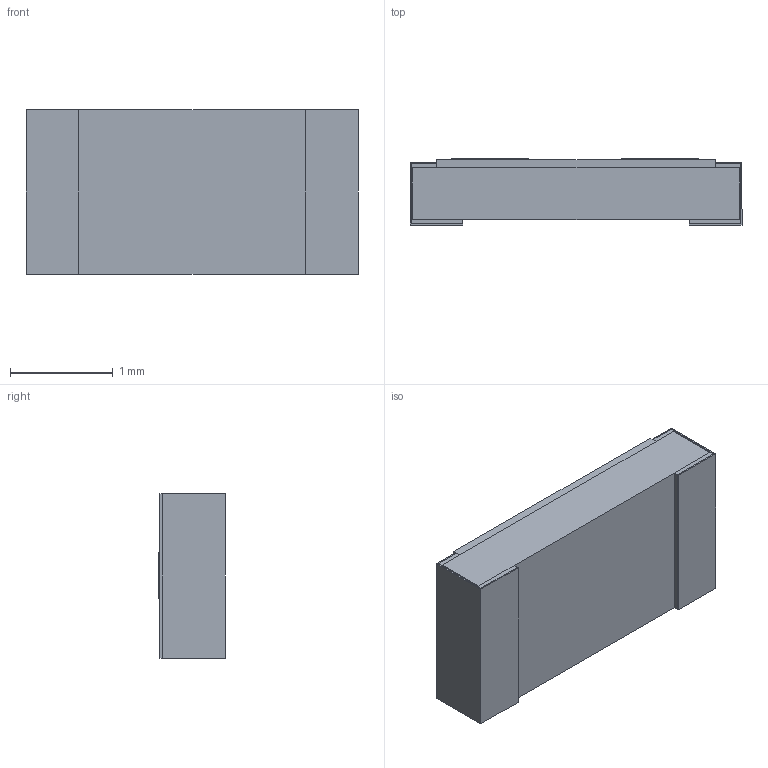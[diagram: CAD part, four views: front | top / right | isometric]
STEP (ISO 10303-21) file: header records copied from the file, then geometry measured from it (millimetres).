
FILE_DESCRIPTION (( 'STEP AP214' ), '1' );
FILE_NAME ('0100.3479.STEP', '2013-10-28T09:43:11', ( '' ), ( '' ), 'SwSTEP 2.0', 'SolidWorks 2012', '' );
FILE_SCHEMA (( 'AUTOMOTIVE_DESIGN' ));
Length unit declared in the file: millimetre
Products named in the file (1): 0100.3479
Bounding box: 3.22 x 0.65 x 1.6 mm (x, y, z)
Volume: 3.1 mm3; surface area: 16.4 mm2
Topology: 1 solids, 1 shells, 52 faces, 148 edges, 100 vertices
Faces by surface type: plane 44, bspline 8
Entity records: 2416 total; most frequent: CARTESIAN_POINT 789, ORIENTED_EDGE 296, DIRECTION 222, EDGE_CURVE 148, LINE 132, VECTOR 132, VERTEX_POINT 100, EDGE_LOOP 54
